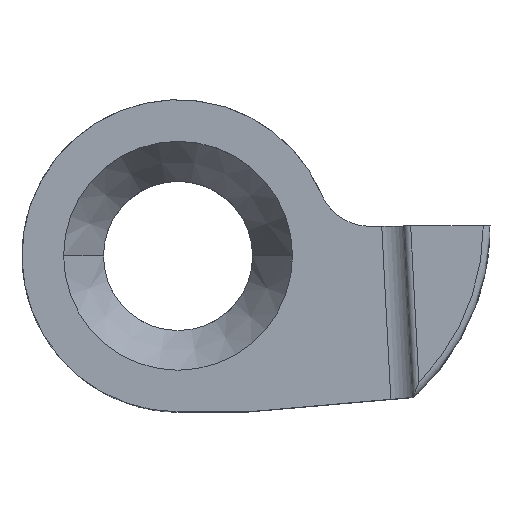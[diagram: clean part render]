
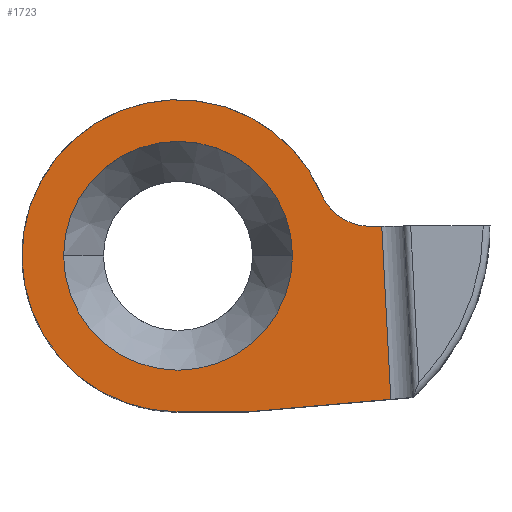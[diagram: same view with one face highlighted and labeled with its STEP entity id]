
A CAD part, top view. The second image highlights one B-rep face of the part: STEP entity #1723.
In plain terms, the highlighted planar face has unit normal (0, 0, 1).
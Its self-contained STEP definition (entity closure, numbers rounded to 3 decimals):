
#18 = ORIENTED_EDGE ( 'NONE', *, *, #934, .T. ) ;
#46 = EDGE_CURVE ( 'NONE', #1564, #694, #52, .T. ) ;
#49 = ORIENTED_EDGE ( 'NONE', *, *, #1036, .F. ) ;
#52 = LINE ( 'NONE', #1663, #1170 ) ;
#74 = CIRCLE ( 'NONE', #871, 3.3 ) ;
#75 = CIRCLE ( 'NONE', #1716, 4.5 ) ;
#148 = CARTESIAN_POINT ( 'NONE',  ( 0., -4.5, 0. ) ) ;
#162 = DIRECTION ( 'NONE',  ( 1., 0., 0. ) ) ;
#208 = ORIENTED_EDGE ( 'NONE', *, *, #1401, .T. ) ;
#215 = CARTESIAN_POINT ( 'NONE',  ( 0., 0., 0. ) ) ;
#224 = DIRECTION ( 'NONE',  ( 1., 0., 0. ) ) ;
#243 = DIRECTION ( 'NONE',  ( 1., 0., 0. ) ) ;
#299 = AXIS2_PLACEMENT_3D ( 'NONE', #1264, #1256, #243 ) ;
#395 = CARTESIAN_POINT ( 'NONE',  ( 5.521, 0.85, 0. ) ) ;
#421 = DIRECTION ( 'NONE',  ( 1., 0., 0. ) ) ;
#524 = CARTESIAN_POINT ( 'NONE',  ( 0., 0., 0. ) ) ;
#568 = VERTEX_POINT ( 'NONE', #1412 ) ;
#577 = CARTESIAN_POINT ( 'NONE',  ( 4.14, 1.763, 0. ) ) ;
#614 = CIRCLE ( 'NONE', #765, 3.3 ) ;
#665 = ORIENTED_EDGE ( 'NONE', *, *, #46, .T. ) ;
#691 = DIRECTION ( 'NONE',  ( 1., 0., 0. ) ) ;
#694 = VERTEX_POINT ( 'NONE', #1389 ) ;
#713 = CARTESIAN_POINT ( 'NONE',  ( 2., -4.5, 0. ) ) ;
#715 = DIRECTION ( 'NONE',  ( 0., 0., 1. ) ) ;
#728 = PLANE ( 'NONE',  #1183 ) ;
#735 = EDGE_CURVE ( 'NONE', #1564, #1491, #1379, .T. ) ;
#765 = AXIS2_PLACEMENT_3D ( 'NONE', #215, #1278, #224 ) ;
#777 = CARTESIAN_POINT ( 'NONE',  ( 0., 0., 0. ) ) ;
#801 = LINE ( 'NONE', #1442, #1513 ) ;
#812 = EDGE_CURVE ( 'NONE', #1135, #1098, #75, .T. ) ;
#815 = DIRECTION ( 'NONE',  ( 1., 0., 0. ) ) ;
#837 = EDGE_LOOP ( 'NONE', ( #986, #665, #1293, #18, #1570, #208 ) ) ;
#839 = VECTOR ( 'NONE', #162, 1000. ) ;
#848 = CARTESIAN_POINT ( 'NONE',  ( 0., 0., 0. ) ) ;
#849 = DIRECTION ( 'NONE',  ( 0., 0., 1. ) ) ;
#871 = AXIS2_PLACEMENT_3D ( 'NONE', #524, #878, #1714 ) ;
#878 = DIRECTION ( 'NONE',  ( 0., 0., 1. ) ) ;
#930 = VERTEX_POINT ( 'NONE', #395 ) ;
#934 = EDGE_CURVE ( 'NONE', #930, #1135, #1048, .T. ) ;
#982 = CARTESIAN_POINT ( 'NONE',  ( -3.3, 0., 0. ) ) ;
#986 = ORIENTED_EDGE ( 'NONE', *, *, #735, .F. ) ;
#1036 = EDGE_CURVE ( 'NONE', #568, #1674, #614, .T. ) ;
#1048 = CIRCLE ( 'NONE', #299, 1.5 ) ;
#1063 = EDGE_CURVE ( 'NONE', #1674, #568, #74, .T. ) ;
#1098 = VERTEX_POINT ( 'NONE', #1618 ) ;
#1134 = DIRECTION ( 'NONE',  ( -0.996, -0.087, 0. ) ) ;
#1135 = VERTEX_POINT ( 'NONE', #577 ) ;
#1159 = ORIENTED_EDGE ( 'NONE', *, *, #1063, .F. ) ;
#1170 = VECTOR ( 'NONE', #1450, 1000. ) ;
#1183 = AXIS2_PLACEMENT_3D ( 'NONE', #777, #715, #691 ) ;
#1184 = CARTESIAN_POINT ( 'NONE',  ( 6.787, -4.081, 0. ) ) ;
#1241 = LINE ( 'NONE', #148, #839 ) ;
#1256 = DIRECTION ( 'NONE',  ( 0., 0., -1. ) ) ;
#1264 = CARTESIAN_POINT ( 'NONE',  ( 5.521, 2.35, 0. ) ) ;
#1278 = DIRECTION ( 'NONE',  ( 0., 0., 1. ) ) ;
#1293 = ORIENTED_EDGE ( 'NONE', *, *, #1423, .F. ) ;
#1345 = VECTOR ( 'NONE', #1134, 1000. ) ;
#1379 = LINE ( 'NONE', #1184, #1345 ) ;
#1389 = CARTESIAN_POINT ( 'NONE',  ( 5.873, 0.85, 0. ) ) ;
#1401 = EDGE_CURVE ( 'NONE', #1098, #1491, #1241, .T. ) ;
#1412 = CARTESIAN_POINT ( 'NONE',  ( 3.3, 0., 0. ) ) ;
#1423 = EDGE_CURVE ( 'NONE', #930, #694, #801, .T. ) ;
#1442 = CARTESIAN_POINT ( 'NONE',  ( 0., 0.85, 0. ) ) ;
#1450 = DIRECTION ( 'NONE',  ( -0.052, 0.999, 0. ) ) ;
#1491 = VERTEX_POINT ( 'NONE', #713 ) ;
#1513 = VECTOR ( 'NONE', #421, 1000. ) ;
#1564 = VERTEX_POINT ( 'NONE', #1659 ) ;
#1570 = ORIENTED_EDGE ( 'NONE', *, *, #812, .T. ) ;
#1618 = CARTESIAN_POINT ( 'NONE',  ( 0., -4.5, 0. ) ) ;
#1659 = CARTESIAN_POINT ( 'NONE',  ( 6.135, -4.138, 0. ) ) ;
#1663 = CARTESIAN_POINT ( 'NONE',  ( 5.902, 0.309, 0. ) ) ;
#1674 = VERTEX_POINT ( 'NONE', #982 ) ;
#1683 = FACE_BOUND ( 'NONE', #1753, .T. ) ;
#1706 = FACE_OUTER_BOUND ( 'NONE', #837, .T. ) ;
#1714 = DIRECTION ( 'NONE',  ( 1., 0., 0. ) ) ;
#1716 = AXIS2_PLACEMENT_3D ( 'NONE', #848, #849, #815 ) ;
#1723 = ADVANCED_FACE ( 'NONE', ( #1706, #1683 ), #728, .T. ) ;
#1753 = EDGE_LOOP ( 'NONE', ( #49, #1159 ) ) ;
